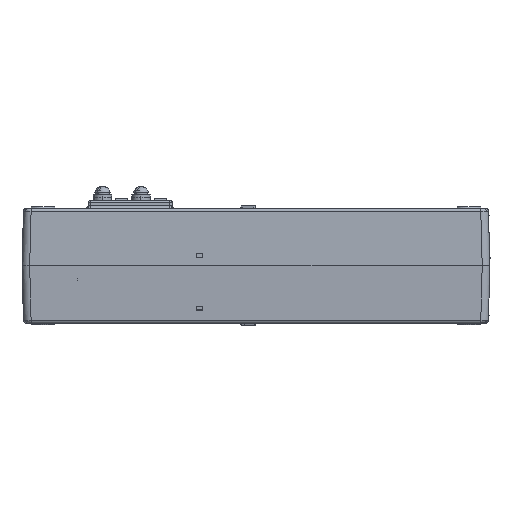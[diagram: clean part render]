
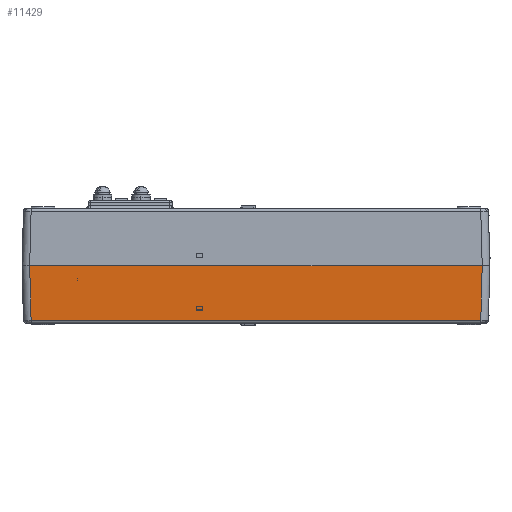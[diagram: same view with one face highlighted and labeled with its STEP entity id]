
A CAD part, left-side view. The second image highlights one B-rep face of the part: STEP entity #11429.
In plain terms, the highlighted planar face has unit normal (-1, 0, -0.026).
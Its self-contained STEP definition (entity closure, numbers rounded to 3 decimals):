
#3312 = CARTESIAN_POINT ( 'NONE',  ( -322., -152.5, 0. ) ) ;
#3313 = PLANE ( 'NONE',  #5314 ) ;
#3315 = DIRECTION ( 'NONE',  ( -1., 0., -0.026 ) ) ;
#3316 = DIRECTION ( 'NONE',  ( -0.026, 0., 1. ) ) ;
#4078 = FACE_BOUND ( 'NONE', #18061, .T. ) ;
#4080 = FACE_OUTER_BOUND ( 'NONE', #18047, .T. ) ;
#5314 = AXIS2_PLACEMENT_3D ( 'NONE', #3312, #3315, #3316 ) ;
#11429 = ADVANCED_FACE ( 'NONE', ( #4078, #4080 ), #3313, .T. ) ;
#13461 = LINE ( 'NONE', #18684, #13472 ) ;
#13472 = VECTOR ( 'NONE', #18705, 1000. ) ;
#13509 = LINE ( 'NONE', #18753, #13515 ) ;
#13510 = LINE ( 'NONE', #18766, #13520 ) ;
#13511 = LINE ( 'NONE', #18758, #13516 ) ;
#13513 = LINE ( 'NONE', #18756, #13514 ) ;
#13514 = VECTOR ( 'NONE', #18757, 1000. ) ;
#13515 = VECTOR ( 'NONE', #18760, 1000. ) ;
#13516 = VECTOR ( 'NONE', #18761, 1000. ) ;
#13517 = LINE ( 'NONE', #18765, #13527 ) ;
#13520 = VECTOR ( 'NONE', #18767, 1000. ) ;
#13521 = LINE ( 'NONE', #18768, #13522 ) ;
#13522 = VECTOR ( 'NONE', #18769, 1000. ) ;
#13523 = LINE ( 'NONE', #18770, #13524 ) ;
#13524 = VECTOR ( 'NONE', #18771, 1000. ) ;
#13527 = VECTOR ( 'NONE', #18775, 1000. ) ;
#14265 = CARTESIAN_POINT ( 'NONE',  ( -322., -147.502, 0. ) ) ;
#14270 = CARTESIAN_POINT ( 'NONE',  ( -322., 147.502, 0. ) ) ;
#14289 = CARTESIAN_POINT ( 'NONE',  ( -321.252, 39., -28.558 ) ) ;
#14290 = CARTESIAN_POINT ( 'NONE',  ( -321.235, 39., -29.196 ) ) ;
#14291 = CARTESIAN_POINT ( 'NONE',  ( -321.252, 35., -28.558 ) ) ;
#14292 = CARTESIAN_POINT ( 'NONE',  ( -321.235, 35., -29.196 ) ) ;
#14293 = CARTESIAN_POINT ( 'NONE',  ( -321.069, -146.571, -35.552 ) ) ;
#14612 = CARTESIAN_POINT ( 'NONE',  ( -321.069, 146.571, -35.552 ) ) ;
#18047 = EDGE_LOOP ( 'NONE', ( #26814, #26815, #26816, #26817 ) ) ;
#18061 = EDGE_LOOP ( 'NONE', ( #26810, #26811, #26812, #26813 ) ) ;
#18684 = CARTESIAN_POINT ( 'NONE',  ( -322., 152.5, 0. ) ) ;
#18705 = DIRECTION ( 'NONE',  ( 0., -1., 0. ) ) ;
#18753 = CARTESIAN_POINT ( 'NONE',  ( -322., 35., 0. ) ) ;
#18756 = CARTESIAN_POINT ( 'NONE',  ( -321.069, -152.5, -35.552 ) ) ;
#18757 = DIRECTION ( 'NONE',  ( 0., -1., 0. ) ) ;
#18758 = CARTESIAN_POINT ( 'NONE',  ( -321.795, 147.296, -7.845 ) ) ;
#18760 = DIRECTION ( 'NONE',  ( 0.026, 0., -1. ) ) ;
#18761 = DIRECTION ( 'NONE',  ( 0.026, -0.026, -0.999 ) ) ;
#18765 = CARTESIAN_POINT ( 'NONE',  ( -322.003, -147.505, 0.131 ) ) ;
#18766 = CARTESIAN_POINT ( 'NONE',  ( -321.252, -152.5, -28.558 ) ) ;
#18767 = DIRECTION ( 'NONE',  ( 0., -1., 0. ) ) ;
#18768 = CARTESIAN_POINT ( 'NONE',  ( -322., 39., 0. ) ) ;
#18769 = DIRECTION ( 'NONE',  ( 0.026, 0., -1. ) ) ;
#18770 = CARTESIAN_POINT ( 'NONE',  ( -321.235, -152.5, -29.196 ) ) ;
#18771 = DIRECTION ( 'NONE',  ( 0., 1., 0. ) ) ;
#18775 = DIRECTION ( 'NONE',  ( -0.026, -0.026, 0.999 ) ) ;
#20593 = VERTEX_POINT ( 'NONE', #14265 ) ;
#20598 = VERTEX_POINT ( 'NONE', #14270 ) ;
#20617 = VERTEX_POINT ( 'NONE', #14289 ) ;
#20618 = VERTEX_POINT ( 'NONE', #14290 ) ;
#20619 = VERTEX_POINT ( 'NONE', #14291 ) ;
#20620 = VERTEX_POINT ( 'NONE', #14292 ) ;
#20621 = VERTEX_POINT ( 'NONE', #14293 ) ;
#20845 = VERTEX_POINT ( 'NONE', #14612 ) ;
#26012 = EDGE_CURVE ( 'NONE', #20598, #20593, #13461, .T. ) ;
#26034 = EDGE_CURVE ( 'NONE', #20845, #20621, #13513, .T. ) ;
#26035 = EDGE_CURVE ( 'NONE', #20619, #20620, #13509, .T. ) ;
#26036 = EDGE_CURVE ( 'NONE', #20598, #20845, #13511, .T. ) ;
#26038 = EDGE_CURVE ( 'NONE', #20617, #20619, #13510, .T. ) ;
#26039 = EDGE_CURVE ( 'NONE', #20617, #20618, #13521, .T. ) ;
#26040 = EDGE_CURVE ( 'NONE', #20620, #20618, #13523, .T. ) ;
#26042 = EDGE_CURVE ( 'NONE', #20621, #20593, #13517, .T. ) ;
#26810 = ORIENTED_EDGE ( 'NONE', *, *, #26039, .F. ) ;
#26811 = ORIENTED_EDGE ( 'NONE', *, *, #26038, .T. ) ;
#26812 = ORIENTED_EDGE ( 'NONE', *, *, #26035, .T. ) ;
#26813 = ORIENTED_EDGE ( 'NONE', *, *, #26040, .T. ) ;
#26814 = ORIENTED_EDGE ( 'NONE', *, *, #26036, .T. ) ;
#26815 = ORIENTED_EDGE ( 'NONE', *, *, #26034, .T. ) ;
#26816 = ORIENTED_EDGE ( 'NONE', *, *, #26042, .T. ) ;
#26817 = ORIENTED_EDGE ( 'NONE', *, *, #26012, .F. ) ;
